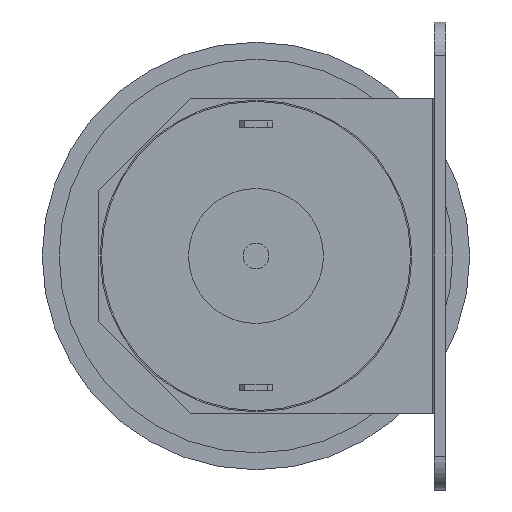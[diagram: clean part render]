
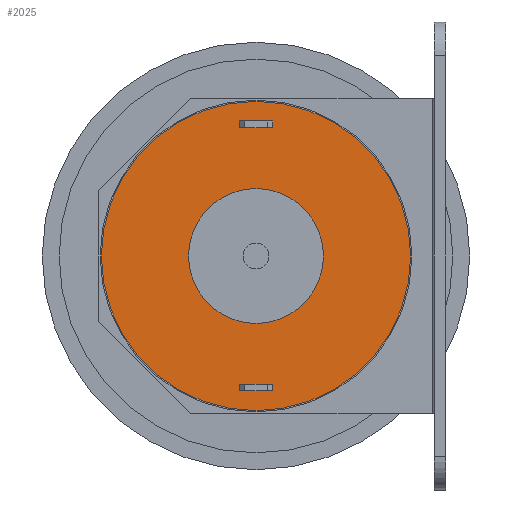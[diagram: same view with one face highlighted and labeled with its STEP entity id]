
A CAD part, left-side view. The second image highlights one B-rep face of the part: STEP entity #2025.
In plain terms, the highlighted planar face has unit normal (-1, 0, 0).
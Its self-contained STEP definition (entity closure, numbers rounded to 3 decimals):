
#41 = VERTEX_POINT ( 'NONE', #1565 ) ;
#165 = LINE ( 'NONE', #1977, #2701 ) ;
#184 = DIRECTION ( 'NONE',  ( 0., 0., -1. ) ) ;
#245 = VERTEX_POINT ( 'NONE', #2894 ) ;
#266 = CARTESIAN_POINT ( 'NONE',  ( -38., 1.5, 12. ) ) ;
#290 = DIRECTION ( 'NONE',  ( 1., 0., 0. ) ) ;
#319 = CARTESIAN_POINT ( 'NONE',  ( -38., -1.5, 12. ) ) ;
#322 = CARTESIAN_POINT ( 'NONE',  ( -38., 1.5, -12. ) ) ;
#357 = DIRECTION ( 'NONE',  ( 0., 1., 0. ) ) ;
#368 = ORIENTED_EDGE ( 'NONE', *, *, #2000, .F. ) ;
#440 = VERTEX_POINT ( 'NONE', #2531 ) ;
#463 = DIRECTION ( 'NONE',  ( -1., 0., 0. ) ) ;
#484 = CARTESIAN_POINT ( 'NONE',  ( -38., 0., 0. ) ) ;
#510 = VERTEX_POINT ( 'NONE', #1645 ) ;
#565 = EDGE_CURVE ( 'NONE', #440, #3403, #2862, .T. ) ;
#602 = CARTESIAN_POINT ( 'NONE',  ( -38., 1.5, -11.4 ) ) ;
#627 = LINE ( 'NONE', #322, #1156 ) ;
#747 = DIRECTION ( 'NONE',  ( 0., 0., 1. ) ) ;
#846 = CARTESIAN_POINT ( 'NONE',  ( -38., -1.5, -12. ) ) ;
#880 = CARTESIAN_POINT ( 'NONE',  ( -38., 1.5, 12. ) ) ;
#1071 = DIRECTION ( 'NONE',  ( 0., 0., -1. ) ) ;
#1082 = EDGE_LOOP ( 'NONE', ( #1089, #1758, #3247, #2471 ) ) ;
#1089 = ORIENTED_EDGE ( 'NONE', *, *, #1672, .F. ) ;
#1156 = VECTOR ( 'NONE', #2186, 1000. ) ;
#1190 = LINE ( 'NONE', #2742, #2472 ) ;
#1208 = EDGE_LOOP ( 'NONE', ( #368, #3714 ) ) ;
#1222 = LINE ( 'NONE', #266, #3479 ) ;
#1319 = ORIENTED_EDGE ( 'NONE', *, *, #3922, .T. ) ;
#1320 = VERTEX_POINT ( 'NONE', #2156 ) ;
#1328 = DIRECTION ( 'NONE',  ( 0., 1., 0. ) ) ;
#1334 = FACE_BOUND ( 'NONE', #2726, .T. ) ;
#1395 = PLANE ( 'NONE',  #3346 ) ;
#1404 = CARTESIAN_POINT ( 'NONE',  ( -38., 1.5, -12. ) ) ;
#1520 = DIRECTION ( 'NONE',  ( 0., 0., -1. ) ) ;
#1546 = VECTOR ( 'NONE', #3625, 1000. ) ;
#1565 = CARTESIAN_POINT ( 'NONE',  ( -38., 0., -13.75 ) ) ;
#1645 = CARTESIAN_POINT ( 'NONE',  ( -38., 1.5, 11.4 ) ) ;
#1672 = EDGE_CURVE ( 'NONE', #1792, #2834, #165, .T. ) ;
#1679 = CIRCLE ( 'NONE', #3914, 13.75 ) ;
#1691 = CIRCLE ( 'NONE', #3167, 13.75 ) ;
#1717 = ORIENTED_EDGE ( 'NONE', *, *, #3451, .F. ) ;
#1718 = DIRECTION ( 'NONE',  ( 0., 0., -1. ) ) ;
#1758 = ORIENTED_EDGE ( 'NONE', *, *, #2869, .T. ) ;
#1765 = EDGE_CURVE ( 'NONE', #1795, #2121, #1222, .T. ) ;
#1766 = CARTESIAN_POINT ( 'NONE',  ( -38., 0., 0. ) ) ;
#1792 = VERTEX_POINT ( 'NONE', #846 ) ;
#1795 = VERTEX_POINT ( 'NONE', #319 ) ;
#1977 = CARTESIAN_POINT ( 'NONE',  ( -38., -1.5, -12. ) ) ;
#1980 = LINE ( 'NONE', #2246, #3690 ) ;
#1990 = FACE_BOUND ( 'NONE', #1082, .T. ) ;
#2000 = EDGE_CURVE ( 'NONE', #41, #3904, #1679, .T. ) ;
#2025 = ADVANCED_FACE ( 'NONE', ( #1334, #3510, #2579, #1990 ), #1395, .T. ) ;
#2100 = CARTESIAN_POINT ( 'NONE',  ( -38., -1.5, -11.4 ) ) ;
#2121 = VERTEX_POINT ( 'NONE', #880 ) ;
#2125 = EDGE_CURVE ( 'NONE', #2834, #245, #3937, .T. ) ;
#2156 = CARTESIAN_POINT ( 'NONE',  ( -38., -1.5, 11.4 ) ) ;
#2186 = DIRECTION ( 'NONE',  ( 0., 0., 1. ) ) ;
#2205 = VECTOR ( 'NONE', #357, 1000. ) ;
#2220 = AXIS2_PLACEMENT_3D ( 'NONE', #3034, #290, #2736 ) ;
#2246 = CARTESIAN_POINT ( 'NONE',  ( -38., 1.5, 11.4 ) ) ;
#2258 = LINE ( 'NONE', #2561, #2205 ) ;
#2278 = ORIENTED_EDGE ( 'NONE', *, *, #1765, .F. ) ;
#2317 = CARTESIAN_POINT ( 'NONE',  ( -38., 13.75, 0. ) ) ;
#2318 = CARTESIAN_POINT ( 'NONE',  ( -38., 0., 0. ) ) ;
#2342 = DIRECTION ( 'NONE',  ( 1., 0., 0. ) ) ;
#2399 = EDGE_CURVE ( 'NONE', #2731, #245, #627, .T. ) ;
#2471 = ORIENTED_EDGE ( 'NONE', *, *, #2125, .F. ) ;
#2472 = VECTOR ( 'NONE', #1520, 1000. ) ;
#2531 = CARTESIAN_POINT ( 'NONE',  ( -38., 0., -6. ) ) ;
#2555 = EDGE_CURVE ( 'NONE', #1795, #1320, #3459, .T. ) ;
#2561 = CARTESIAN_POINT ( 'NONE',  ( -38., 1.5, -12. ) ) ;
#2579 = FACE_OUTER_BOUND ( 'NONE', #1208, .T. ) ;
#2583 = VECTOR ( 'NONE', #2814, 1000. ) ;
#2628 = EDGE_LOOP ( 'NONE', ( #2745, #1319 ) ) ;
#2666 = CIRCLE ( 'NONE', #2220, 6. ) ;
#2701 = VECTOR ( 'NONE', #3203, 1000. ) ;
#2726 = EDGE_LOOP ( 'NONE', ( #3283, #1717, #2278, #3371 ) ) ;
#2731 = VERTEX_POINT ( 'NONE', #1404 ) ;
#2736 = DIRECTION ( 'NONE',  ( 0., 0., -1. ) ) ;
#2742 = CARTESIAN_POINT ( 'NONE',  ( -38., 1.5, 12. ) ) ;
#2745 = ORIENTED_EDGE ( 'NONE', *, *, #565, .T. ) ;
#2814 = DIRECTION ( 'NONE',  ( 0., 0., -1. ) ) ;
#2834 = VERTEX_POINT ( 'NONE', #2100 ) ;
#2862 = CIRCLE ( 'NONE', #3177, 6. ) ;
#2869 = EDGE_CURVE ( 'NONE', #1792, #2731, #2258, .T. ) ;
#2894 = CARTESIAN_POINT ( 'NONE',  ( -38., 1.5, -11.4 ) ) ;
#2963 = CARTESIAN_POINT ( 'NONE',  ( -38., 0., 6. ) ) ;
#3002 = CARTESIAN_POINT ( 'NONE',  ( -38., 0., 13.75 ) ) ;
#3005 = EDGE_CURVE ( 'NONE', #3904, #41, #1691, .T. ) ;
#3034 = CARTESIAN_POINT ( 'NONE',  ( -38., 0., 0. ) ) ;
#3134 = CARTESIAN_POINT ( 'NONE',  ( -38., -1.5, 12. ) ) ;
#3167 = AXIS2_PLACEMENT_3D ( 'NONE', #2318, #2342, #184 ) ;
#3177 = AXIS2_PLACEMENT_3D ( 'NONE', #1766, #3248, #1071 ) ;
#3203 = DIRECTION ( 'NONE',  ( 0., 0., 1. ) ) ;
#3220 = DIRECTION ( 'NONE',  ( 1., 0., 0. ) ) ;
#3247 = ORIENTED_EDGE ( 'NONE', *, *, #2399, .T. ) ;
#3248 = DIRECTION ( 'NONE',  ( 1., 0., 0. ) ) ;
#3283 = ORIENTED_EDGE ( 'NONE', *, *, #3717, .T. ) ;
#3346 = AXIS2_PLACEMENT_3D ( 'NONE', #2317, #463, #747 ) ;
#3371 = ORIENTED_EDGE ( 'NONE', *, *, #2555, .T. ) ;
#3403 = VERTEX_POINT ( 'NONE', #2963 ) ;
#3451 = EDGE_CURVE ( 'NONE', #2121, #510, #1190, .T. ) ;
#3459 = LINE ( 'NONE', #3134, #2583 ) ;
#3479 = VECTOR ( 'NONE', #3666, 1000. ) ;
#3510 = FACE_BOUND ( 'NONE', #2628, .T. ) ;
#3625 = DIRECTION ( 'NONE',  ( 0., 1., 0. ) ) ;
#3666 = DIRECTION ( 'NONE',  ( 0., 1., 0. ) ) ;
#3690 = VECTOR ( 'NONE', #1328, 1000. ) ;
#3714 = ORIENTED_EDGE ( 'NONE', *, *, #3005, .F. ) ;
#3717 = EDGE_CURVE ( 'NONE', #1320, #510, #1980, .T. ) ;
#3904 = VERTEX_POINT ( 'NONE', #3002 ) ;
#3914 = AXIS2_PLACEMENT_3D ( 'NONE', #484, #3220, #1718 ) ;
#3922 = EDGE_CURVE ( 'NONE', #3403, #440, #2666, .T. ) ;
#3937 = LINE ( 'NONE', #602, #1546 ) ;
